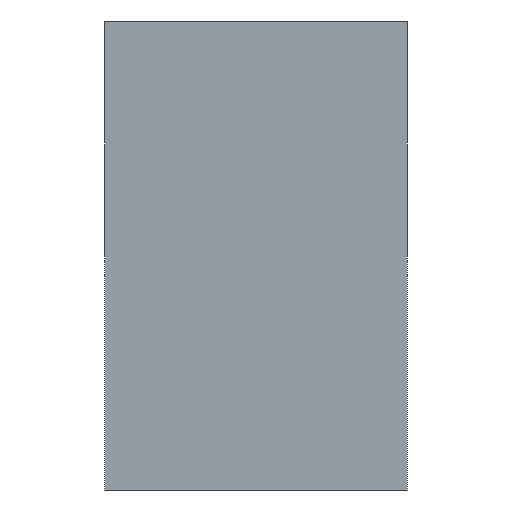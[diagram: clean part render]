
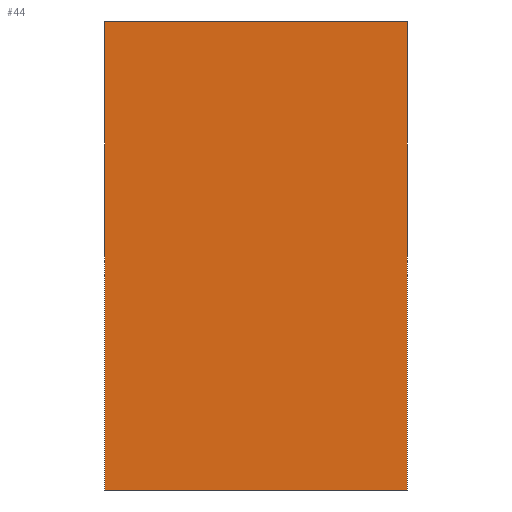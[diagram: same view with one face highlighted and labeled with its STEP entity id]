
A CAD part, left-side view. The second image highlights one B-rep face of the part: STEP entity #44.
In plain terms, the highlighted planar face has unit normal (-1, 0, 0).
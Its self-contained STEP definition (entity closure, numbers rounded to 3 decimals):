
#44 = ADVANCED_FACE( '', ( #88 ), #89, .F. );
#88 = FACE_OUTER_BOUND( '', #125, .T. );
#89 = PLANE( '', #126 );
#125 = EDGE_LOOP( '', ( #183, #184, #185, #186 ) );
#126 = AXIS2_PLACEMENT_3D( '', #187, #188, #189 );
#183 = ORIENTED_EDGE( '', *, *, #217, .T. );
#184 = ORIENTED_EDGE( '', *, *, #214, .F. );
#185 = ORIENTED_EDGE( '', *, *, #208, .F. );
#186 = ORIENTED_EDGE( '', *, *, #198, .T. );
#187 = CARTESIAN_POINT( '', ( -273., 31., 96. ) );
#188 = DIRECTION( '', ( 1., 0., 0. ) );
#189 = DIRECTION( '', ( 0., 0., -1. ) );
#198 = EDGE_CURVE( '', #224, #222, #225, .T. );
#208 = EDGE_CURVE( '', #224, #240, #241, .T. );
#214 = EDGE_CURVE( '', #240, #247, #249, .T. );
#217 = EDGE_CURVE( '', #222, #247, #253, .T. );
#222 = VERTEX_POINT( '', #258 );
#224 = VERTEX_POINT( '', #261 );
#225 = LINE( '', #262, #263 );
#240 = VERTEX_POINT( '', #283 );
#241 = LINE( '', #284, #285 );
#247 = VERTEX_POINT( '', #292 );
#249 = LINE( '', #295, #296 );
#253 = LINE( '', #300, #301 );
#258 = CARTESIAN_POINT( '', ( -273., 31., 0. ) );
#261 = CARTESIAN_POINT( '', ( -273., 31., 96. ) );
#262 = CARTESIAN_POINT( '', ( -273., 31., 96. ) );
#263 = VECTOR( '', #305, 1000. );
#283 = CARTESIAN_POINT( '', ( -273., -31., 96. ) );
#284 = CARTESIAN_POINT( '', ( -273., 31., 96. ) );
#285 = VECTOR( '', #317, 1000. );
#292 = CARTESIAN_POINT( '', ( -273., -31., 0. ) );
#295 = CARTESIAN_POINT( '', ( -273., -31., 96. ) );
#296 = VECTOR( '', #323, 1000. );
#300 = CARTESIAN_POINT( '', ( -273., 31., 0. ) );
#301 = VECTOR( '', #327, 1000. );
#305 = DIRECTION( '', ( 0., 0., -1. ) );
#317 = DIRECTION( '', ( 0., -1., 0. ) );
#323 = DIRECTION( '', ( 0., 0., -1. ) );
#327 = DIRECTION( '', ( 0., -1., 0. ) );
